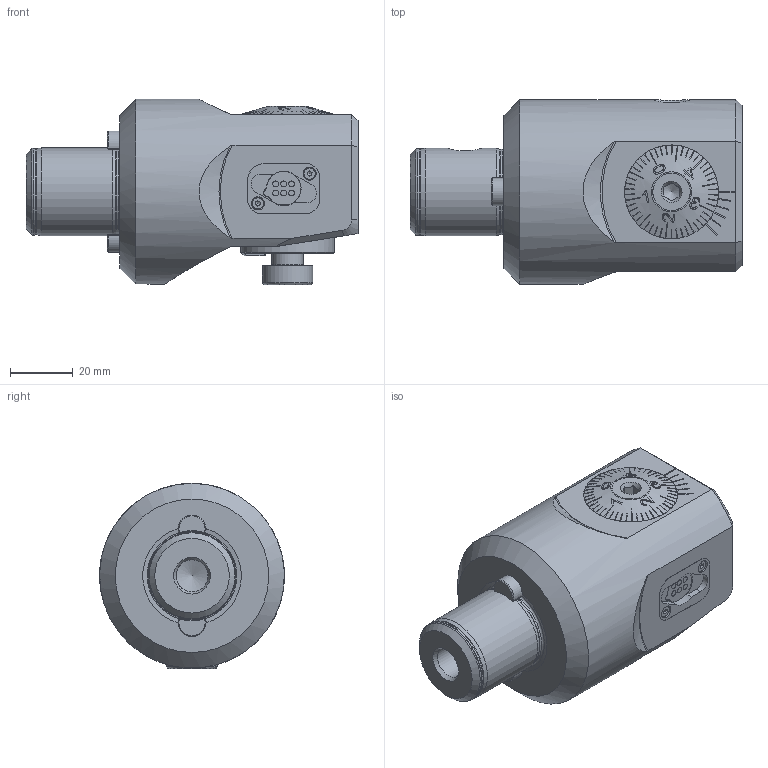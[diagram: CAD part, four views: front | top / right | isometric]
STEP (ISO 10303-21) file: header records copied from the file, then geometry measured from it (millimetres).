
FILE_DESCRIPTION (( 'STEP AP214' ), '1' );
FILE_NAME ('ST5.F55.DA4.080.STEP', '2021-12-15T10:08:54', ( '' ), ( '' ), 'SwSTEP 2.0', 'SolidWorks 2017', '' );
FILE_SCHEMA (( 'AUTOMOTIVE_DESIGN' ));
Length unit declared in the file: millimetre
Products named in the file (21): Klebstoff D10; WCB-ER2.001.009_A; A55-BG2.012.006_B; F55-BG1.012.012_A; A55-BG3.011.033_A_gek〉zt; ST5-F55.DA3.080_A_geschlossene Bohrungen; ISO 4026 - M10 x 10; DIN 7984 - M10 x 16; ISO 4762 - M2 x 4; PEF-DA3.010.032_A_F55; Fxx-BG7.DA1.0xx_B_F55; A55-BG2.011.016_D; DIN 3771 - 13x1; F55-BG2.014.015_C_Fertig mit Gewinde; F55-BG1.DA3.030_A; A55-BG2.013.005_C; ST5-ER2.001.010_A; DIN 3771 - 25x1.5; F55-BG1.DA4.030; Fxx-MAB.xxx.xxx_A_F55; ST5.F55.DA4.080
Assembly tree (22 placements, depth 3):
  ST5.F55.DA4.080
    ST5-F55.DA3.080_A_geschlossene Bohrungen
    F55-BG1.DA4.030
      F55-BG1.DA3.030_A
      F55-BG1.012.012_A
      A55-BG2.011.016_D
      F55-BG2.014.015_C_Fertig mit Gewinde
      A55-BG2.013.005_C
      DIN 3771 - 25x1.5
      A55-BG2.012.006_B
      Fxx-MAB.xxx.xxx_A_F55
    A55-BG3.011.033_A_gek〉zt
    WCB-ER2.001.009_A
    Klebstoff D10
    DIN 3771 - 13x1
    Fxx-BG7.DA1.0xx_B_F55
    ISO 4762 - M2 x 4  x2
    PEF-DA3.010.032_A_F55
    DIN 7984 - M10 x 16
    ISO 4026 - M10 x 10
    ST5-ER2.001.010_A  x2
Bounding box: 106 x 58.99 x 59.15 mm (x, y, z)
Volume: 184268.6 mm3; surface area: 47457.3 mm2
Topology: 33 solids, 33 shells, 824 faces, 2058 edges, 1329 vertices
Faces by surface type: plane 470, cylinder 142, cone 139, torus 37, bspline 35, sphere 1
Full cylindrical faces by diameter (mm): 1.6 x2, 1.9 x6, 2 x2, 2.2 x2, 2.5 x3, 3.3 x2, 3.8 x2, 4 x5, 4.2 x7, 5 x1, 5.25 x1, 6.8 x1, 8 x2, 8.5 x2, 9.95 x1, 10 x4, 10.2 x1, 11.4 x1, 11.5 x1, 11.6 x1, 11.95 x1, 12 x4, 12.4 x1, 13 x3, 14 x2, 15.5 x1, 16 x1, 18 x1, 20 x1, 22 x1
Entity records: 31081 total; most frequent: CARTESIAN_POINT 8524, ORIENTED_EDGE 3542, DIRECTION 3265, EDGE_CURVE 1771, AXIS2_PLACEMENT_3D 1237, VERTEX_POINT 1235, EDGE_LOOP 1014, FACE_OUTER_BOUND 889
